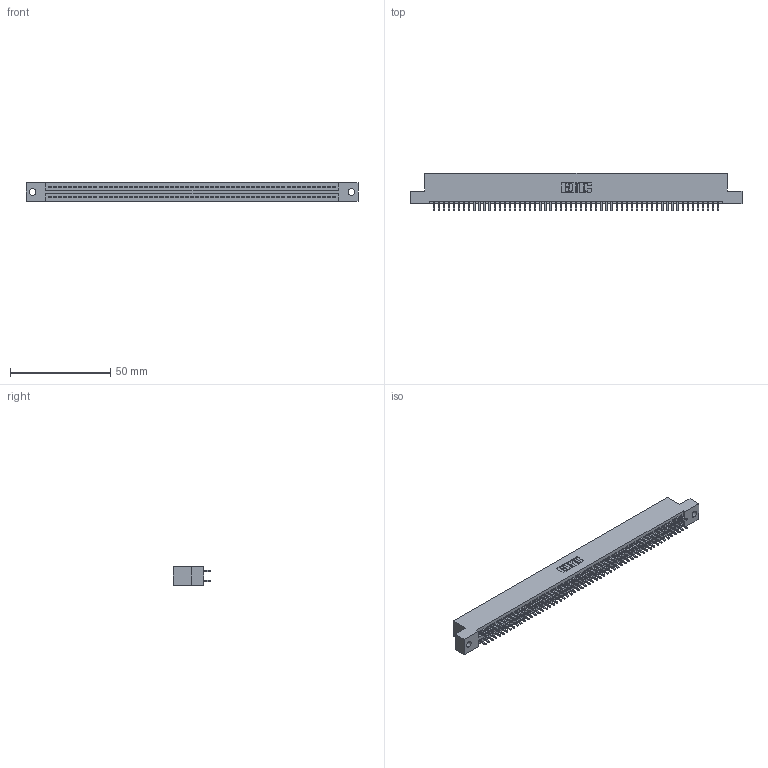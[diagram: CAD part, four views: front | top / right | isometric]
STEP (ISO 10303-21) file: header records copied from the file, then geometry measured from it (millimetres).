
FILE_DESCRIPTION (( 'STEP AP203' ), '1' );
FILE_NAME ('345-114-521-202.STEP', '2019-11-05T01:13:24', ( '' ), ( '' ), 'SwSTEP 2.0', 'SolidWorks 2016', '' );
FILE_SCHEMA (( 'CONFIG_CONTROL_DESIGN' ));
Length unit declared in the file: inch
Products named in the file (3): 345-114-521-202; 345-292-001_345-293-121; 345 Part_Flush Mounting Lugs - 0.128 Dia
Assembly tree (115 placements, depth 2):
  345-114-521-202
    345 Part_Flush Mounting Lugs - 0.128 Dia
    345-292-001_345-293-121  x114
Bounding box: 165.99 x 18.72 x 9.4 mm (x, y, z)
Volume: 16180.4 mm3; surface area: 23632.2 mm2
Topology: 115 solids, 115 shells, 5826 faces, 17327 edges, 11398 vertices
Faces by surface type: plane 3842, cylinder 1984
Entity records: 42725 total; most frequent: CARTESIAN_POINT 7148, ORIENTED_EDGE 7082, DIRECTION 6285, EDGE_CURVE 3541, LINE 3181, VECTOR 3181, VERTEX_POINT 2358, AXIS2_PLACEMENT_3D 1552
